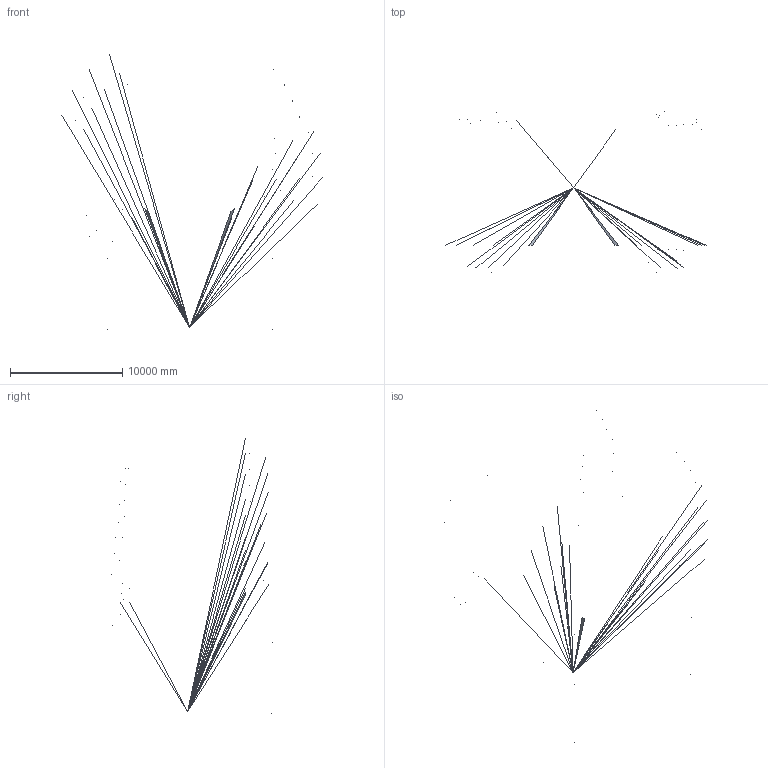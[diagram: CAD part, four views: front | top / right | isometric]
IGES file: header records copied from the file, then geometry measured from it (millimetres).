
Start section: C
Global section: file name: 744844xxx.igs; native system: By Siemens PLM Incorporated; preprocessor: XPlus GENERIC/IGES 17.0.49; author: Author; organization: Title; date: 20151116.114308; units: millimetre
Bounding box: 23163.12 x 14363.36 x 24445.07 mm (x, y, z)
Volume: 75731.7 mm3; surface area: 4983.7 mm2
Topology: 6 solids, 108 shells, 263 faces, 567 edges, 333 vertices
Faces by surface type: bspline 263
